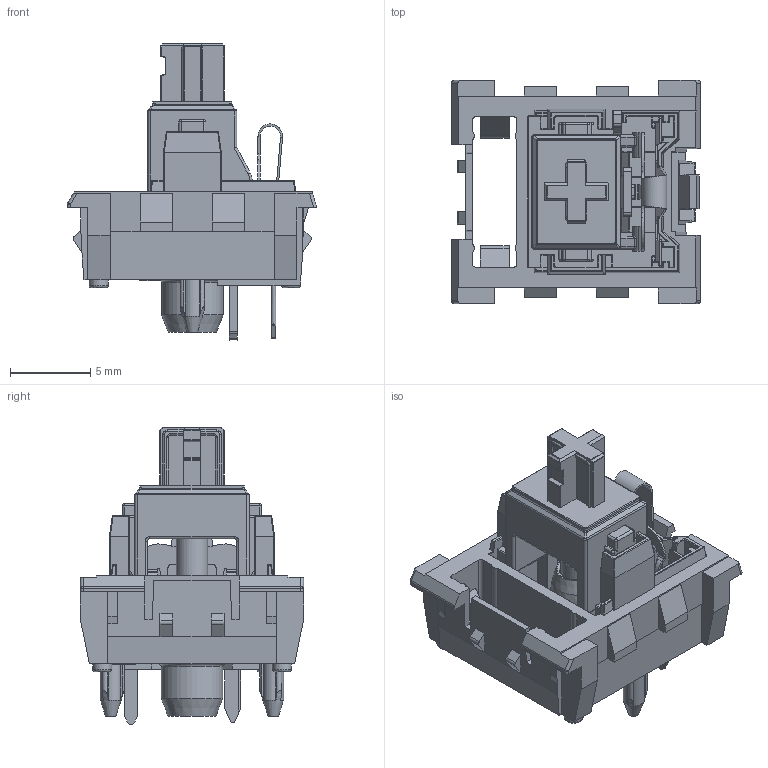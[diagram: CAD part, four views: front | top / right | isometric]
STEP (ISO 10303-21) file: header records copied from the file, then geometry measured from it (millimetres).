
FILE_DESCRIPTION(/* description */ (''),/* implementation_level */ '2;1');
FILE_NAME(/* name */ 'Kailh Polia base only.step',/* time_stamp */ '2022-08-21T00:52:53-06:00',/* author */ (''),/* organization */ (''),/* preprocessor_version */ 'ST-DEVELOPER v19',/* originating_system */ 'Autodesk Translation Framework v11.7.0.108',/* authorisation */ '');
FILE_SCHEMA (('AUTOMOTIVE_DESIGN { 1 0 10303 214 3 1 1 }'));
Length unit declared in the file: millimetre
Products named in the file (5): Kailh Polia; Housing; ThickContact; SpringContact; Stem
Assembly tree (4 placements, depth 2):
  Kailh Polia
    Housing
    ThickContact
    SpringContact
    Stem
Bounding box: 15.6 x 13.95 x 18.55 mm (x, y, z)
Volume: 743.8 mm3; surface area: 2063.9 mm2
Topology: 4 solids, 4 shells, 1218 faces, 3051 edges, 1860 vertices
Faces by surface type: plane 531, cylinder 452, bspline 82, sphere 78, torus 69, cone 6
Full cylindrical faces by diameter (mm): 1.2 x3, 1.5 x2, 1.95 x1, 2.1 x1, 3.2 x1, 3.85 x1, 4.05 x1
Entity records: 37226 total; most frequent: CARTESIAN_POINT 7894, DIRECTION 6167, ORIENTED_EDGE 6102, EDGE_CURVE 3051, AXIS2_PLACEMENT_3D 2123, LINE 1921, VECTOR 1921, VERTEX_POINT 1860
